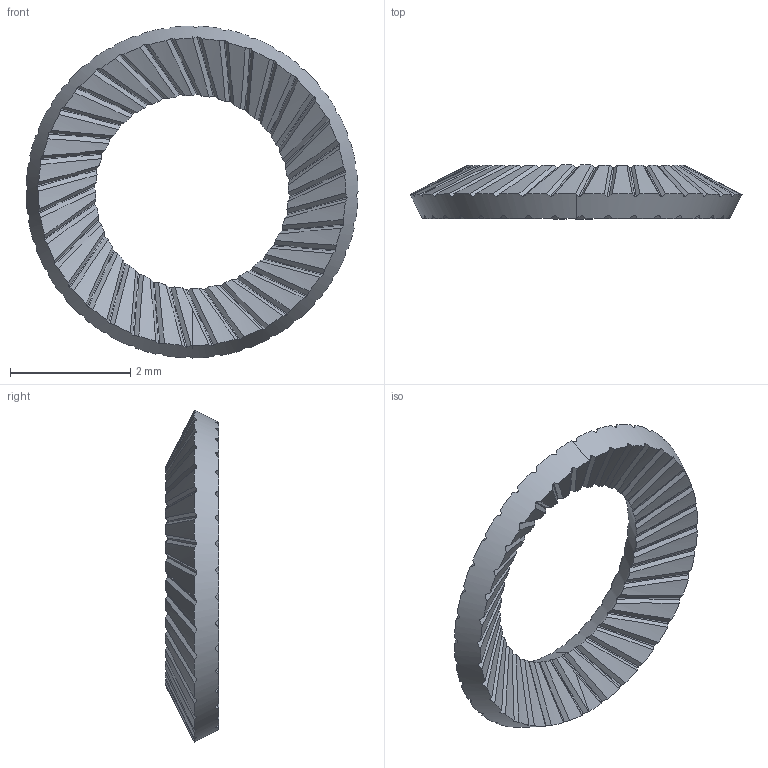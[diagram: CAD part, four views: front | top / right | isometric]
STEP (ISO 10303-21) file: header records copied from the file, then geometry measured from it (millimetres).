
FILE_DESCRIPTION (( 'STEP AP203' ), '1' );
FILE_NAME ('90895A005.step', '2014-12-02T17:13:30', ( '' ), ( '' ), 'SwSTEP 2.0', 'SolidWorks 2010', '' );
FILE_SCHEMA (( 'CONFIG_CONTROL_DESIGN' ));
Length unit declared in the file: inch
Products named in the file (1): 90895A005
Bounding box: 5.51 x 0.89 x 5.51 mm (x, y, z)
Volume: 6.3 mm3; surface area: 44.6 mm2
Topology: 1 solids, 1 shells, 297 faces, 888 edges, 591 vertices
Faces by surface type: cone 153, plane 144
Entity records: 10450 total; most frequent: CARTESIAN_POINT 3532, ORIENTED_EDGE 1776, DIRECTION 1193, EDGE_CURVE 888, AXIS2_PLACEMENT_3D 592, VERTEX_POINT 591, FACE_OUTER_BOUND 297, EDGE_LOOP 297
